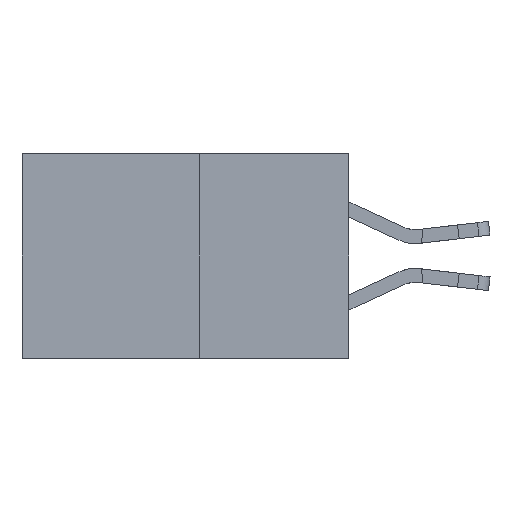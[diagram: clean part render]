
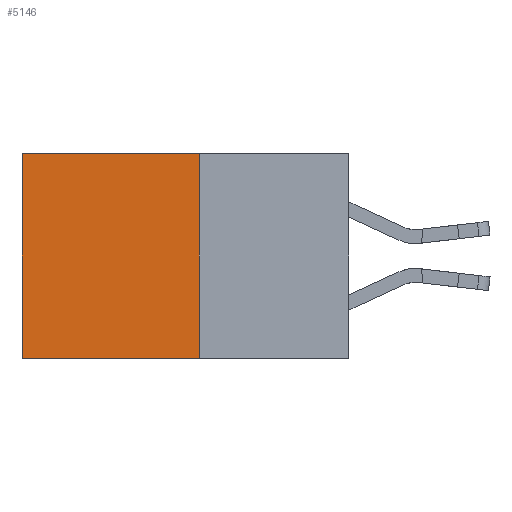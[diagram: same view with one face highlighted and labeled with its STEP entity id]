
A CAD part, left-side view. The second image highlights one B-rep face of the part: STEP entity #5146.
In plain terms, the highlighted planar face has unit normal (-1, 0, 0).
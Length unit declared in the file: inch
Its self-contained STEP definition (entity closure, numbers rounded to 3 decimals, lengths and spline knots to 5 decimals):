
#600 = VERTEX_POINT ( 'NONE', #6133 ) ;
#612 = VECTOR ( 'NONE', #14480, 39.37008 ) ;
#1215 = CARTESIAN_POINT ( 'NONE',  ( 0.277, 0.27, -0.37 ) ) ;
#1268 = CARTESIAN_POINT ( 'NONE',  ( 0.277, 0.27, -0.37 ) ) ;
#1360 = DIRECTION ( 'NONE',  ( 0., 0., -1. ) ) ;
#1593 = EDGE_CURVE ( 'NONE', #15044, #600, #7561, .T. ) ;
#1845 = EDGE_CURVE ( 'NONE', #8170, #600, #10121, .T. ) ;
#2339 = EDGE_CURVE ( 'NONE', #14650, #15044, #12872, .T. ) ;
#2364 = AXIS2_PLACEMENT_3D ( 'NONE', #11006, #13847, #13795 ) ;
#3948 = EDGE_CURVE ( 'NONE', #14650, #8170, #9876, .T. ) ;
#4152 = DIRECTION ( 'NONE',  ( 0., 1., 0. ) ) ;
#5146 = ADVANCED_FACE ( 'NONE', ( #8820 ), #13239, .F. ) ;
#6018 = EDGE_LOOP ( 'NONE', ( #12884, #7904, #14624, #7203 ) ) ;
#6133 = CARTESIAN_POINT ( 'NONE',  ( 0.277, 0.59, -0.37 ) ) ;
#6526 = CARTESIAN_POINT ( 'NONE',  ( 0.277, 0.27, 0. ) ) ;
#6608 = VECTOR ( 'NONE', #4152, 39.37008 ) ;
#7203 = ORIENTED_EDGE ( 'NONE', *, *, #2339, .T. ) ;
#7561 = LINE ( 'NONE', #10282, #13454 ) ;
#7904 = ORIENTED_EDGE ( 'NONE', *, *, #1845, .F. ) ;
#8170 = VERTEX_POINT ( 'NONE', #1215 ) ;
#8820 = FACE_OUTER_BOUND ( 'NONE', #6018, .T. ) ;
#9876 = LINE ( 'NONE', #1268, #10245 ) ;
#10121 = LINE ( 'NONE', #12559, #612 ) ;
#10245 = VECTOR ( 'NONE', #12412, 39.37008 ) ;
#10282 = CARTESIAN_POINT ( 'NONE',  ( 0.277, 0.59, -0.37 ) ) ;
#10511 = CARTESIAN_POINT ( 'NONE',  ( 0.277, 0.27, 0. ) ) ;
#11006 = CARTESIAN_POINT ( 'NONE',  ( 0.277, 0.27, -0.37 ) ) ;
#12412 = DIRECTION ( 'NONE',  ( 0., 0., -1. ) ) ;
#12559 = CARTESIAN_POINT ( 'NONE',  ( 0.277, 0.27, -0.37 ) ) ;
#12872 = LINE ( 'NONE', #6526, #6608 ) ;
#12884 = ORIENTED_EDGE ( 'NONE', *, *, #1593, .T. ) ;
#13239 = PLANE ( 'NONE',  #2364 ) ;
#13454 = VECTOR ( 'NONE', #1360, 39.37008 ) ;
#13551 = CARTESIAN_POINT ( 'NONE',  ( 0.277, 0.59, 0. ) ) ;
#13795 = DIRECTION ( 'NONE',  ( 0., 0., -1. ) ) ;
#13847 = DIRECTION ( 'NONE',  ( 1., 0., 0. ) ) ;
#14480 = DIRECTION ( 'NONE',  ( 0., 1., 0. ) ) ;
#14624 = ORIENTED_EDGE ( 'NONE', *, *, #3948, .F. ) ;
#14650 = VERTEX_POINT ( 'NONE', #10511 ) ;
#15044 = VERTEX_POINT ( 'NONE', #13551 ) ;
